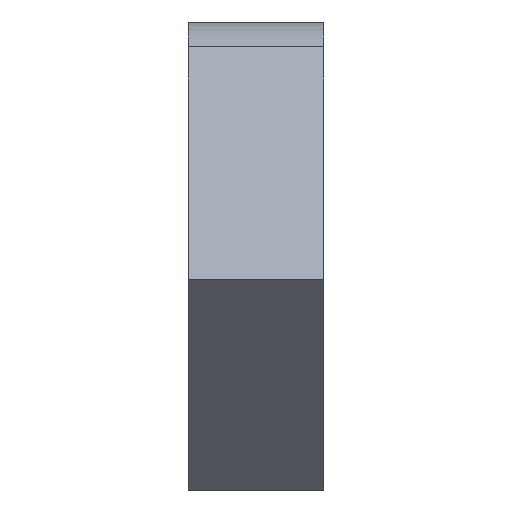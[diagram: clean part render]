
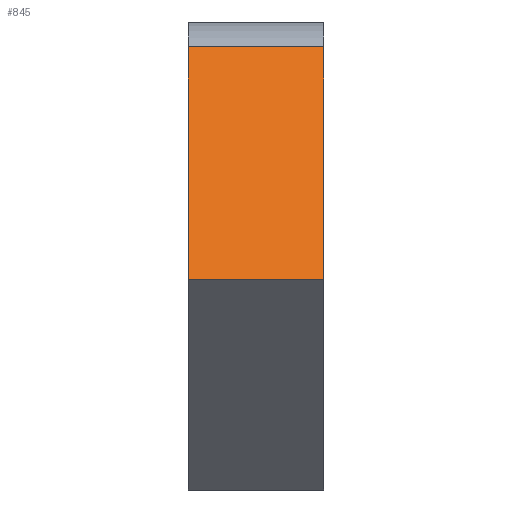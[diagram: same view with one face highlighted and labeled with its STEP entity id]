
A CAD part, front view. The second image highlights one B-rep face of the part: STEP entity #845.
In plain terms, the highlighted planar face has unit normal (0, -0.707, 0.707).
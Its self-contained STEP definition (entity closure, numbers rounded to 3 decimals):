
#59=PLANE('',#910);
#78=FACE_OUTER_BOUND('',#119,.T.);
#119=EDGE_LOOP('',(#594,#595,#596,#597));
#206=LINE('',#1270,#274);
#207=LINE('',#1273,#275);
#208=LINE('',#1275,#276);
#209=LINE('',#1276,#277);
#274=VECTOR('',#1016,10.);
#275=VECTOR('',#1019,10.);
#276=VECTOR('',#1020,10.);
#277=VECTOR('',#1021,10.);
#392=VERTEX_POINT('',#1263);
#395=VERTEX_POINT('',#1268);
#396=VERTEX_POINT('',#1272);
#397=VERTEX_POINT('',#1274);
#474=EDGE_CURVE('',#395,#392,#206,.T.);
#475=EDGE_CURVE('',#396,#395,#207,.T.);
#476=EDGE_CURVE('',#396,#397,#208,.T.);
#477=EDGE_CURVE('',#392,#397,#209,.T.);
#594=ORIENTED_EDGE('',*,*,#474,.F.);
#595=ORIENTED_EDGE('',*,*,#475,.F.);
#596=ORIENTED_EDGE('',*,*,#476,.T.);
#597=ORIENTED_EDGE('',*,*,#477,.F.);
#845=ADVANCED_FACE('',(#78),#59,.T.);
#910=AXIS2_PLACEMENT_3D('',#1271,#1017,#1018);
#1016=DIRECTION('',(1.,0.,0.));
#1017=DIRECTION('center_axis',(0.,-0.707,0.707));
#1018=DIRECTION('ref_axis',(0.,-0.707,-0.707));
#1019=DIRECTION('',(0.,0.707,0.707));
#1020=DIRECTION('',(1.,0.,0.));
#1021=DIRECTION('',(0.,-0.707,-0.707));
#1263=CARTESIAN_POINT('',(16.,4.645,54.142));
#1268=CARTESIAN_POINT('',(-16.,4.645,54.142));
#1270=CARTESIAN_POINT('',(0.,4.645,54.142));
#1271=CARTESIAN_POINT('Origin',(0.,10.503,60.));
#1272=CARTESIAN_POINT('',(-16.,-50.205,-0.707));
#1273=CARTESIAN_POINT('',(-16.,-24.749,24.749));
#1274=CARTESIAN_POINT('',(16.,-50.205,-0.707));
#1275=CARTESIAN_POINT('',(0.,-50.205,-0.707));
#1276=CARTESIAN_POINT('',(16.,10.503,60.));
